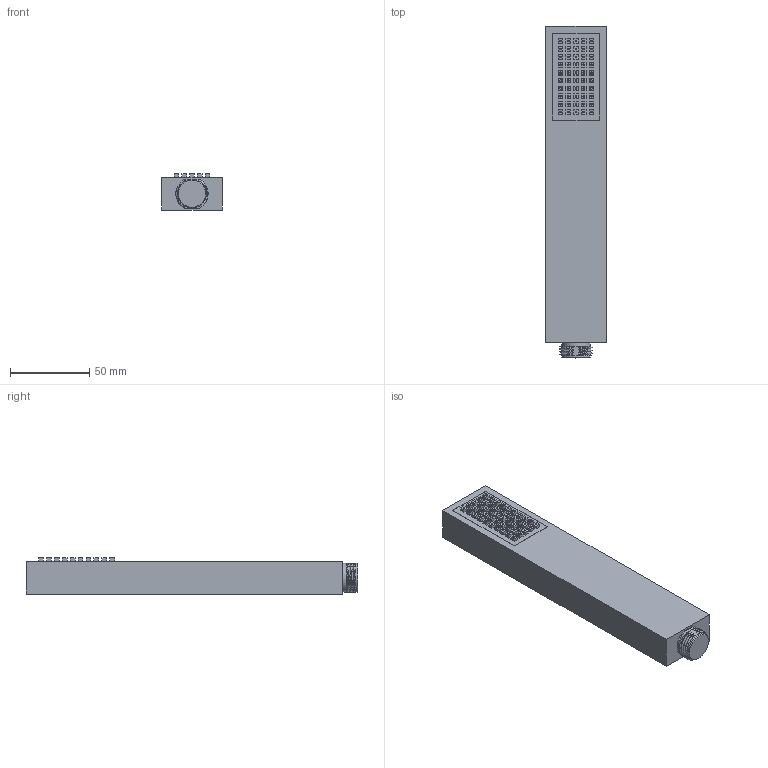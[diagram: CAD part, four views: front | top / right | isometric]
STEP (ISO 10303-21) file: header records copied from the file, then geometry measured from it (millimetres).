
FILE_DESCRIPTION (( 'STEP AP203' ), '1' );
FILE_NAME ('99ZP05013.STEP', '2025-10-08T05:00:57', ( '' ), ( '' ), 'SwSTEP 2.0', 'SolidWorks 2021', '' );
FILE_SCHEMA (( 'CONFIG_CONTROL_DESIGN' ));
Length unit declared in the file: millimetre
Products named in the file (1): 99ZP05013
Bounding box: 38.5 x 210 x 22.9 mm (x, y, z)
Volume: 163906.6 mm3; surface area: 27646.3 mm2
Topology: 1 solids, 1 shells, 407 faces, 899 edges, 596 vertices
Faces by surface type: plane 320, cylinder 60, bspline 24, cone 3
Full cylindrical faces by diameter (mm): 1 x50, 18.2 x2
Entity records: 16471 total; most frequent: CARTESIAN_POINT 7756, ORIENTED_EDGE 1692, DIRECTION 1640, EDGE_CURVE 846, LINE 648, VECTOR 648, VERTEX_POINT 596, EDGE_LOOP 562
